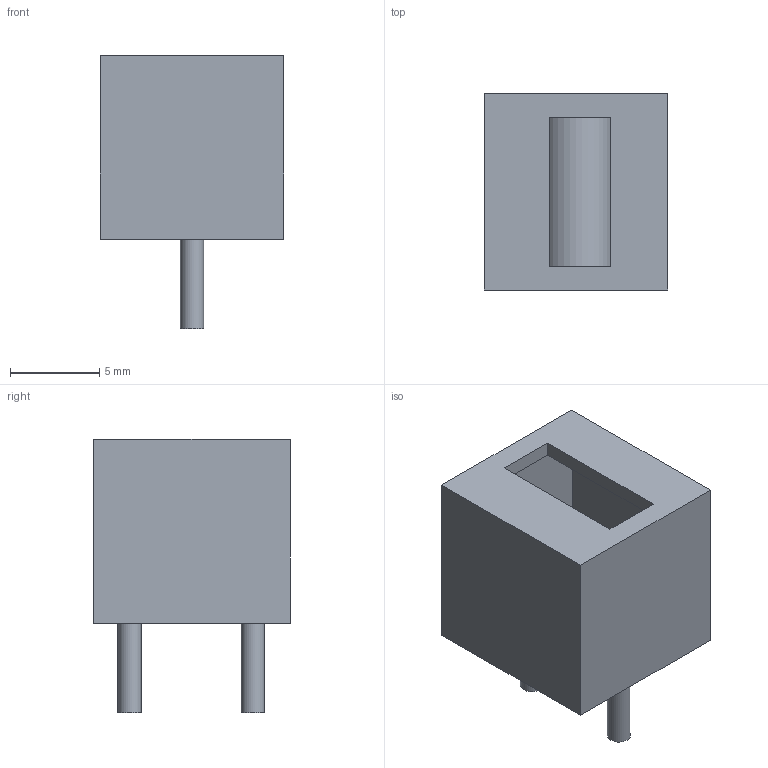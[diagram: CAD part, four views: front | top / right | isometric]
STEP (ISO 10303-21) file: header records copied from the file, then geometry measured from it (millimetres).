
FILE_DESCRIPTION(/* description */ ('Unknown'),/* implementation_level */ '2;1');
FILE_NAME(/* name */ 'HM55-21R95LF',/* time_stamp */ '2021-12-03T16:46:02+08:00',/* author */ ('Unknown'),/* organization */ ('Unknown'),/* preprocessor_version */ 'ST-DEVELOPER v16.7',/* originating_system */ 'Solid Edge',/* authorisation */ 'Unknown');
FILE_SCHEMA (('AUTOMOTIVE_DESIGN {1 0 10303 214 3 1 1}'));
Length unit declared in the file: millimetre
Products named in the file (1): HM55-21R95LF
Bounding box: 10.3 x 11 x 15.3 mm (x, y, z)
Volume: 634 mm3; surface area: 1193.9 mm2
Topology: 3 solids, 3 shells, 295 faces, 764 edges, 510 vertices
Faces by surface type: plane 262, bspline 30, cylinder 3
Full cylindrical faces by diameter (mm): 1.3 x2, 4 x1
Entity records: 11593 total; most frequent: CARTESIAN_POINT 2894, ORIENTED_EDGE 1518, DIRECTION 1032, EDGE_CURVE 759, VERTEX_POINT 508, LINE 488, VECTOR 488, EDGE_LOOP 337
